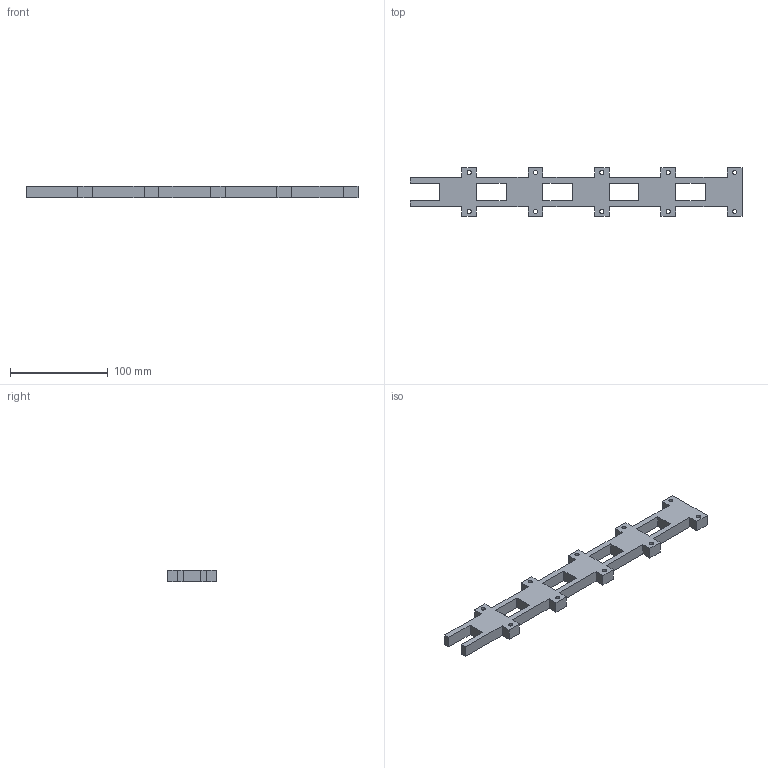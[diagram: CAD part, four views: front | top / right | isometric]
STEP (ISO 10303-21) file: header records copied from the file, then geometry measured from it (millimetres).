
FILE_DESCRIPTION(/* description */ (''),/* implementation_level */ '2;1');
FILE_NAME(/* name */ 'e99519d4-9728-4ff3-9826-b18f6df3b398.stp',/* time_stamp */ '2025-12-19T03:26:28Z',/* author */ (''),/* organization */ (''),/* preprocessor_version */ 'ST-DEVELOPER v20.1',/* originating_system */ 'Autodesk Translation Framework v14.24.0.0',/* authorisation */ '');
FILE_SCHEMA (('AUTOMOTIVE_DESIGN { 1 0 10303 214 3 1 1 }'));
Length unit declared in the file: millimetre
Products named in the file (1): varsta turetajs
Bounding box: 340 x 50 x 12 mm (x, y, z)
Volume: 91497.1 mm3; surface area: 38860.1 mm2
Topology: 1 solids, 1 shells, 117 faces, 330 edges, 220 vertices
Faces by surface type: plane 97, cylinder 20
Full cylindrical faces by diameter (mm): 4.2 x10
Entity records: 3833 total; most frequent: CARTESIAN_POINT 668, ORIENTED_EDGE 660, DIRECTION 606, EDGE_CURVE 330, LINE 290, VECTOR 290, VERTEX_POINT 220, AXIS2_PLACEMENT_3D 158
